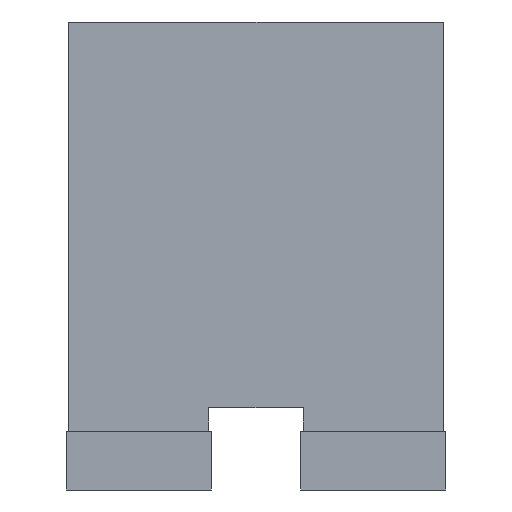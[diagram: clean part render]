
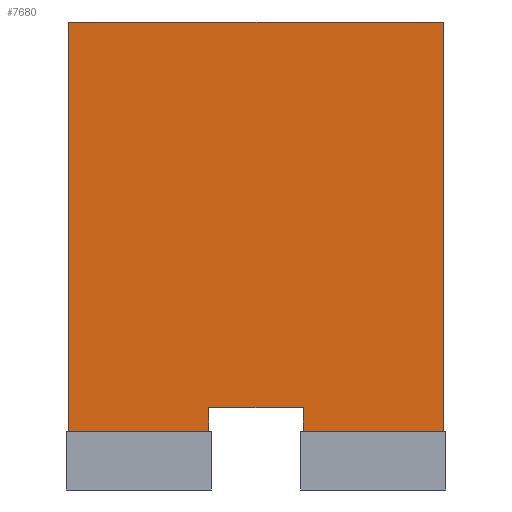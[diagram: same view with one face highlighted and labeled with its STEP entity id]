
A CAD part, front view. The second image highlights one B-rep face of the part: STEP entity #7680.
In plain terms, the highlighted planar face has unit normal (0, -1, 0).
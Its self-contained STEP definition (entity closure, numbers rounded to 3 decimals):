
#6 = CARTESIAN_POINT ( 'NONE',  ( -0.8, -1.594, 0.44 ) ) ;
#110 = DIRECTION ( 'NONE',  ( 0., 0., 1. ) ) ;
#271 = EDGE_CURVE ( 'NONE', #903, #6811, #4684, .T. ) ;
#420 = VECTOR ( 'NONE', #729, 1000. ) ;
#485 = VERTEX_POINT ( 'NONE', #4348 ) ;
#517 = DIRECTION ( 'NONE',  ( 0., 0., 1. ) ) ;
#729 = DIRECTION ( 'NONE',  ( -1., 0., 0. ) ) ;
#903 = VERTEX_POINT ( 'NONE', #6190 ) ;
#1180 = CARTESIAN_POINT ( 'NONE',  ( 0.797, -1.594, 0.44 ) ) ;
#1288 = ORIENTED_EDGE ( 'NONE', *, *, #2071, .F. ) ;
#1618 = AXIS2_PLACEMENT_3D ( 'NONE', #7341, #2577, #110 ) ;
#1660 = ORIENTED_EDGE ( 'NONE', *, *, #5473, .F. ) ;
#1778 = VERTEX_POINT ( 'NONE', #2506 ) ;
#1872 = ORIENTED_EDGE ( 'NONE', *, *, #6605, .F. ) ;
#1982 = EDGE_CURVE ( 'NONE', #3974, #5649, #2288, .T. ) ;
#2069 = VECTOR ( 'NONE', #5755, 1000. ) ;
#2071 = EDGE_CURVE ( 'NONE', #1778, #2345, #3139, .T. ) ;
#2150 = CARTESIAN_POINT ( 'NONE',  ( -0.2, -1.594, -1.3 ) ) ;
#2209 = VECTOR ( 'NONE', #3211, 1000. ) ;
#2288 = LINE ( 'NONE', #4044, #2069 ) ;
#2345 = VERTEX_POINT ( 'NONE', #4293 ) ;
#2413 = LINE ( 'NONE', #1180, #4510 ) ;
#2506 = CARTESIAN_POINT ( 'NONE',  ( 0.2, -1.594, -1.2 ) ) ;
#2513 = VERTEX_POINT ( 'NONE', #7130 ) ;
#2577 = DIRECTION ( 'NONE',  ( 0., 1., 0. ) ) ;
#2920 = CARTESIAN_POINT ( 'NONE',  ( 0.2, -1.594, 0.44 ) ) ;
#2934 = VECTOR ( 'NONE', #6533, 1000. ) ;
#3105 = DIRECTION ( 'NONE',  ( 0., 0., 1. ) ) ;
#3139 = LINE ( 'NONE', #5412, #420 ) ;
#3211 = DIRECTION ( 'NONE',  ( 0., 0., -1. ) ) ;
#3679 = DIRECTION ( 'NONE',  ( 0., 0., -1. ) ) ;
#3974 = VERTEX_POINT ( 'NONE', #2150 ) ;
#4040 = ORIENTED_EDGE ( 'NONE', *, *, #4617, .T. ) ;
#4044 = CARTESIAN_POINT ( 'NONE',  ( -0.807, -1.594, -1.3 ) ) ;
#4138 = VECTOR ( 'NONE', #4551, 1000. ) ;
#4180 = CARTESIAN_POINT ( 'NONE',  ( -0.8, -1.594, -1.3 ) ) ;
#4293 = CARTESIAN_POINT ( 'NONE',  ( -0.2, -1.594, -1.2 ) ) ;
#4348 = CARTESIAN_POINT ( 'NONE',  ( 0.2, -1.594, -1.3 ) ) ;
#4510 = VECTOR ( 'NONE', #3105, 1000. ) ;
#4549 = VECTOR ( 'NONE', #517, 1000. ) ;
#4551 = DIRECTION ( 'NONE',  ( -1., 0., 0. ) ) ;
#4617 = EDGE_CURVE ( 'NONE', #2513, #6811, #2413, .T. ) ;
#4684 = LINE ( 'NONE', #6, #2934 ) ;
#4696 = ORIENTED_EDGE ( 'NONE', *, *, #1982, .F. ) ;
#4726 = EDGE_CURVE ( 'NONE', #2513, #485, #6323, .T. ) ;
#5283 = CARTESIAN_POINT ( 'NONE',  ( 0.797, -1.594, 0.44 ) ) ;
#5412 = CARTESIAN_POINT ( 'NONE',  ( -0.8, -1.594, -1.2 ) ) ;
#5473 = EDGE_CURVE ( 'NONE', #485, #1778, #7728, .T. ) ;
#5523 = CARTESIAN_POINT ( 'NONE',  ( -0.797, -1.594, 0.44 ) ) ;
#5530 = PLANE ( 'NONE',  #1618 ) ;
#5649 = VERTEX_POINT ( 'NONE', #5734 ) ;
#5734 = CARTESIAN_POINT ( 'NONE',  ( -0.797, -1.594, -1.3 ) ) ;
#5755 = DIRECTION ( 'NONE',  ( -1., 0., 0. ) ) ;
#5946 = VECTOR ( 'NONE', #3679, 1000. ) ;
#5995 = EDGE_LOOP ( 'NONE', ( #4696, #1872, #1288, #1660, #6699, #4040, #6511, #6333 ) ) ;
#6060 = FACE_OUTER_BOUND ( 'NONE', #5995, .T. ) ;
#6190 = CARTESIAN_POINT ( 'NONE',  ( -0.797, -1.594, 0.44 ) ) ;
#6323 = LINE ( 'NONE', #4180, #4138 ) ;
#6333 = ORIENTED_EDGE ( 'NONE', *, *, #6357, .T. ) ;
#6357 = EDGE_CURVE ( 'NONE', #903, #5649, #7405, .T. ) ;
#6511 = ORIENTED_EDGE ( 'NONE', *, *, #271, .F. ) ;
#6533 = DIRECTION ( 'NONE',  ( 1., 0., 0. ) ) ;
#6605 = EDGE_CURVE ( 'NONE', #2345, #3974, #7287, .T. ) ;
#6699 = ORIENTED_EDGE ( 'NONE', *, *, #4726, .F. ) ;
#6811 = VERTEX_POINT ( 'NONE', #5283 ) ;
#7130 = CARTESIAN_POINT ( 'NONE',  ( 0.797, -1.594, -1.3 ) ) ;
#7215 = CARTESIAN_POINT ( 'NONE',  ( -0.2, -1.594, 0.44 ) ) ;
#7287 = LINE ( 'NONE', #7215, #5946 ) ;
#7341 = CARTESIAN_POINT ( 'NONE',  ( -0.8, -1.594, 0.44 ) ) ;
#7405 = LINE ( 'NONE', #5523, #2209 ) ;
#7680 = ADVANCED_FACE ( 'NONE', ( #6060 ), #5530, .F. ) ;
#7728 = LINE ( 'NONE', #2920, #4549 ) ;
